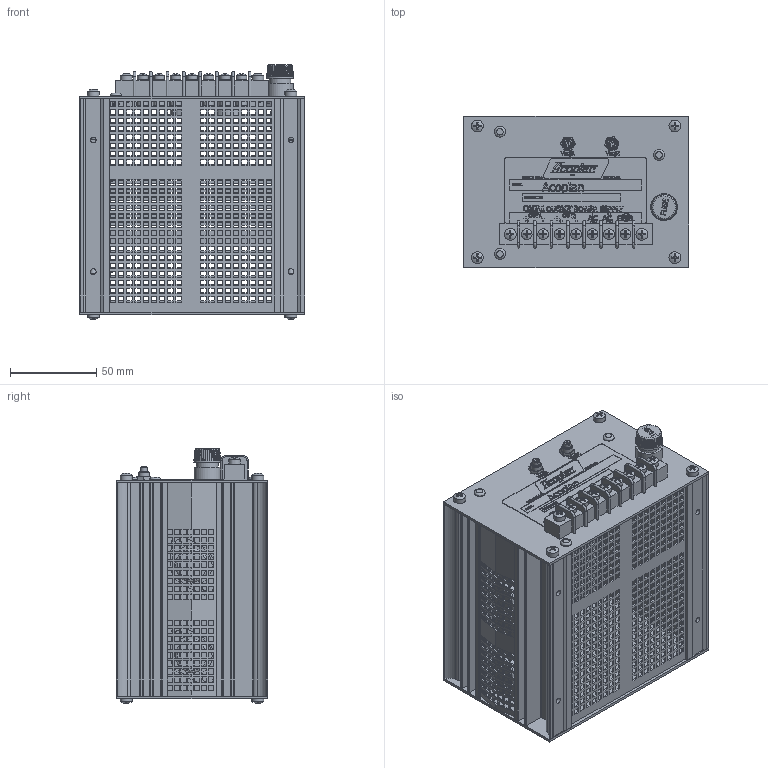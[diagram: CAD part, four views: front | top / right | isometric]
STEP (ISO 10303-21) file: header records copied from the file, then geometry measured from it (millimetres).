
FILE_DESCRIPTION(/* description */ (''),/* implementation_level */ '2;1');
FILE_NAME(/* name */ 'DG5 10-11-17.stp',/* time_stamp */ '2017-10-11T10:19:05-04:00',/* author */ ('JDietsch'),/* organization */ (''),/* preprocessor_version */ 'ST-DEVELOPER v16.13',/* originating_system */ 'Autodesk Inventor 2018',/* authorisation */ '');
FILE_SCHEMA (('AUTOMOTIVE_DESIGN { 1 0 10303 214 3 1 1 }'));
Products named in the file (18): G13 GENERIC CASE (2); E300-7 G13 Left HS (2); G13 sreen generic (2); G13 RIGHT (2); G13 HEATSINK SCREEN (2); E300-74 G13 reaR; TRANSISTOR TO-3; FUSE HOLDER HTB-44I SPACER; fuse holder 2; FUSE HOLDER CAP HTB-44I; ANSI B18.6.4 - No. 8 - 18 - 1; 375 inch single row 20 amp barrier strip 7PL; ANSI B18.6.4 - No. 8 - 18 - 1/2; DECAL G5 DUAL; NUT-SML POT; SML_POT_RND; E1200-57 D9GA front; rivet, snap
Assembly tree (31 placements, depth 3):
  G13 GENERIC CASE (2)
    E300-7 G13 Left HS (2)
    G13 sreen generic (2)  x2
    G13 RIGHT (2)
    G13 HEATSINK SCREEN (2)
    E300-74 G13 reaR
    TRANSISTOR TO-3  x2
    FUSE HOLDER HTB-44I SPACER
      fuse holder 2
      FUSE HOLDER CAP HTB-44I
    ANSI B18.6.4 - No. 8 - 18 - 1  x8
    ANSI B18.6.4 - No. 8 - 18 - 1/2  x2
    375 inch single row 20 amp barrier strip 7PL
    DECAL G5 DUAL
    NUT-SML POT  x2
    SML_POT_RND  x2
    E1200-57 D9GA front
    rivet, snap  x3
Bounding box: 130.37 x 87.39 x 147.37 mm (x, y, z)
Volume: 210468.5 mm3; surface area: 211088.9 mm2
Topology: 37 solids, 37 shells, 7094 faces, 20354 edges, 13535 vertices
Faces by surface type: plane 5647, bspline 657, cylinder 380, cone 277, torus 116, sphere 17
Full cylindrical faces by diameter (mm): 0.635 x2, 2.032 x7, 2.946 x2, 3.175 x1, 3.302 x12, 3.505 x7, 3.556 x4, 3.962 x3, 4.013 x2, 4.064 x2, 4.166 x10, 4.191 x1, 4.699 x1, 4.762 x8, 5.08 x7, 6.096 x2, 6.198 x7, 6.274 x2, 6.35 x13, 6.477 x1, 6.604 x8, 6.858 x10, 7.493 x1, 7.938 x7, 8.001 x2, 10.414 x1, 10.541 x1, 12.573 x1, 12.7 x1, 15.367 x1
Entity records: 172401 total; most frequent: CARTESIAN_POINT 41840, ORIENTED_EDGE 28314, DIRECTION 22599, EDGE_CURVE 14157, LINE 11541, VECTOR 11541, VERTEX_POINT 9501, EDGE_LOOP 6587
